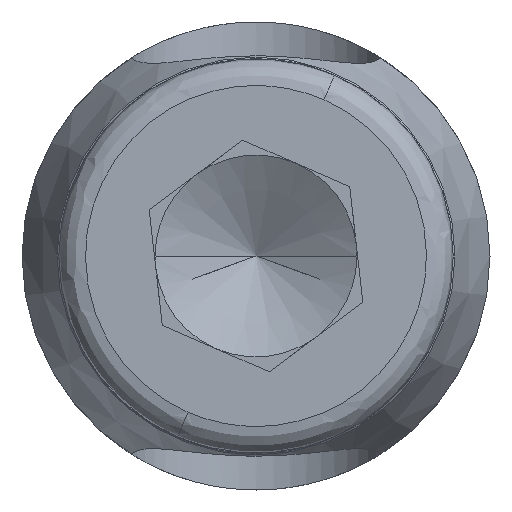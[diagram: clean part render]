
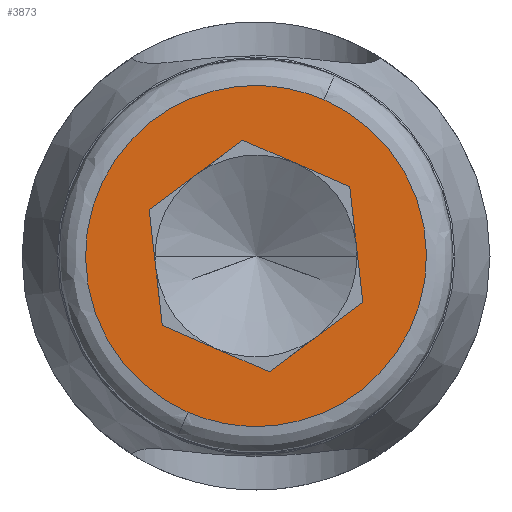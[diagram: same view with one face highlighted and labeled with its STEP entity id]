
A CAD part, front view. The second image highlights one B-rep face of the part: STEP entity #3873.
In plain terms, the highlighted planar face has unit normal (0, -1, 0).
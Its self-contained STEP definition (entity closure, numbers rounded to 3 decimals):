
#306 = VERTEX_POINT ( 'NONE', #10529 ) ;
#427 = DIRECTION ( 'NONE',  ( 0., -1., 0. ) ) ;
#455 = DIRECTION ( 'NONE',  ( 0.804, 0., 0.595 ) ) ;
#845 = DIRECTION ( 'NONE',  ( 1., 0., 0. ) ) ;
#885 = CARTESIAN_POINT ( 'NONE',  ( 1.016, -28.404, 2.339 ) ) ;
#926 = CARTESIAN_POINT ( 'NONE',  ( -1.016, -28.404, -2.339 ) ) ;
#1042 =( BOUNDED_CURVE ( )  B_SPLINE_CURVE ( 3, ( #8520, #7738, #6823, #6755 ),
 .UNSPECIFIED., .F., .T. ) 
 B_SPLINE_CURVE_WITH_KNOTS ( ( 4, 4 ),
 ( 0., 1. ),
 .UNSPECIFIED. ) 
 CURVE ( )  GEOMETRIC_REPRESENTATION_ITEM ( )  RATIONAL_B_SPLINE_CURVE ( ( 1., 0.333, 0.333, 1. ) ) 
 REPRESENTATION_ITEM ( '' )  );
#1100 = VERTEX_POINT ( 'NONE', #8417 ) ;
#1661 = VERTEX_POINT ( 'NONE', #4954 ) ;
#2654 = DIRECTION ( 'NONE',  ( -0.113, 0., 0.994 ) ) ;
#2806 = CARTESIAN_POINT ( 'NONE',  ( -1.401, -28.404, -1.037 ) ) ;
#2975 = VECTOR ( 'NONE', #2654, 1000. ) ;
#3089 = VECTOR ( 'NONE', #9955, 1000. ) ;
#3135 = EDGE_CURVE ( 'NONE', #1100, #306, #1042, .T. ) ;
#3186 = CARTESIAN_POINT ( 'NONE',  ( 1.599, -28.404, -0.695 ) ) ;
#3257 = AXIS2_PLACEMENT_3D ( 'NONE', #10837, #427, #845 ) ;
#3301 = FACE_BOUND ( 'NONE', #8521, .T. ) ;
#3535 = ORIENTED_EDGE ( 'NONE', *, *, #11271, .T. ) ;
#3676 = CARTESIAN_POINT ( 'NONE',  ( -5.694, -28.404, -0.306 ) ) ;
#3709 = ORIENTED_EDGE ( 'NONE', *, *, #7429, .T. ) ;
#3744 = CARTESIAN_POINT ( 'NONE',  ( -3.661, -28.404, 4.371 ) ) ;
#3873 = ADVANCED_FACE ( 'NONE', ( #10842, #3301 ), #9196, .T. ) ;
#4029 = VECTOR ( 'NONE', #8182, 1000. ) ;
#4197 = DIRECTION ( 'NONE',  ( -0.804, 0., -0.595 ) ) ;
#4280 = CARTESIAN_POINT ( 'NONE',  ( 0.198, -28.404, -1.732 ) ) ;
#4362 = ORIENTED_EDGE ( 'NONE', *, *, #8005, .F. ) ;
#4414 = VERTEX_POINT ( 'NONE', #9758 ) ;
#4517 = ORIENTED_EDGE ( 'NONE', *, *, #5305, .T. ) ;
#4945 = CARTESIAN_POINT ( 'NONE',  ( -1.599, -28.404, 0.695 ) ) ;
#4954 = CARTESIAN_POINT ( 'NONE',  ( 1.401, -28.404, 1.037 ) ) ;
#5130 = CARTESIAN_POINT ( 'NONE',  ( 0.198, -28.404, -1.732 ) ) ;
#5142 = ORIENTED_EDGE ( 'NONE', *, *, #3135, .F. ) ;
#5149 = CARTESIAN_POINT ( 'NONE',  ( -0.198, -28.404, 1.732 ) ) ;
#5274 = ORIENTED_EDGE ( 'NONE', *, *, #11953, .T. ) ;
#5305 = EDGE_CURVE ( 'NONE', #4414, #6011, #7655, .T. ) ;
#5421 = VECTOR ( 'NONE', #4197, 1000. ) ;
#5782 = EDGE_CURVE ( 'NONE', #1661, #9905, #6598, .T. ) ;
#5855 = LINE ( 'NONE', #2806, #2975 ) ;
#6011 = VERTEX_POINT ( 'NONE', #6291 ) ;
#6291 = CARTESIAN_POINT ( 'NONE',  ( -0.198, -28.404, 1.732 ) ) ;
#6598 = LINE ( 'NONE', #11377, #11746 ) ;
#6722 = EDGE_LOOP ( 'NONE', ( #4362, #5142 ) ) ;
#6755 = CARTESIAN_POINT ( 'NONE',  ( -1.016, -28.404, -2.339 ) ) ;
#6823 = CARTESIAN_POINT ( 'NONE',  ( 3.661, -28.404, -4.371 ) ) ;
#7429 = EDGE_CURVE ( 'NONE', #10952, #4414, #5855, .T. ) ;
#7655 = LINE ( 'NONE', #4945, #12474 ) ;
#7684 = CARTESIAN_POINT ( 'NONE',  ( -1.401, -28.404, -1.037 ) ) ;
#7738 = CARTESIAN_POINT ( 'NONE',  ( 5.694, -28.404, 0.306 ) ) ;
#7982 = LINE ( 'NONE', #10903, #5421 ) ;
#8005 = EDGE_CURVE ( 'NONE', #306, #1100, #11614, .T. ) ;
#8027 = ORIENTED_EDGE ( 'NONE', *, *, #5782, .T. ) ;
#8182 = DIRECTION ( 'NONE',  ( -0.917, 0., 0.399 ) ) ;
#8244 = LINE ( 'NONE', #5149, #3089 ) ;
#8417 = CARTESIAN_POINT ( 'NONE',  ( 1.016, -28.404, 2.339 ) ) ;
#8520 = CARTESIAN_POINT ( 'NONE',  ( 1.016, -28.404, 2.339 ) ) ;
#8521 = EDGE_LOOP ( 'NONE', ( #10980, #3709, #4517, #5274, #8027, #3535 ) ) ;
#9154 = LINE ( 'NONE', #4280, #4029 ) ;
#9196 = PLANE ( 'NONE',  #3257 ) ;
#9758 = CARTESIAN_POINT ( 'NONE',  ( -1.599, -28.404, 0.695 ) ) ;
#9905 = VERTEX_POINT ( 'NONE', #3186 ) ;
#9955 = DIRECTION ( 'NONE',  ( 0.917, 0., -0.399 ) ) ;
#10529 = CARTESIAN_POINT ( 'NONE',  ( -1.016, -28.404, -2.339 ) ) ;
#10837 = CARTESIAN_POINT ( 'NONE',  ( 0., -28.404, 0. ) ) ;
#10842 = FACE_OUTER_BOUND ( 'NONE', #6722, .T. ) ;
#10903 = CARTESIAN_POINT ( 'NONE',  ( 1.599, -28.404, -0.695 ) ) ;
#10952 = VERTEX_POINT ( 'NONE', #7684 ) ;
#10980 = ORIENTED_EDGE ( 'NONE', *, *, #11625, .T. ) ;
#11228 = VERTEX_POINT ( 'NONE', #5130 ) ;
#11271 = EDGE_CURVE ( 'NONE', #9905, #11228, #7982, .T. ) ;
#11377 = CARTESIAN_POINT ( 'NONE',  ( 1.401, -28.404, 1.037 ) ) ;
#11614 =( BOUNDED_CURVE ( )  B_SPLINE_CURVE ( 3, ( #926, #3676, #3744, #885 ),
 .UNSPECIFIED., .F., .T. ) 
 B_SPLINE_CURVE_WITH_KNOTS ( ( 4, 4 ),
 ( 0., 1. ),
 .UNSPECIFIED. ) 
 CURVE ( )  GEOMETRIC_REPRESENTATION_ITEM ( )  RATIONAL_B_SPLINE_CURVE ( ( 1., 0.333, 0.333, 1. ) ) 
 REPRESENTATION_ITEM ( '' )  );
#11625 = EDGE_CURVE ( 'NONE', #11228, #10952, #9154, .T. ) ;
#11685 = DIRECTION ( 'NONE',  ( 0.113, 0., -0.994 ) ) ;
#11746 = VECTOR ( 'NONE', #11685, 1000. ) ;
#11953 = EDGE_CURVE ( 'NONE', #6011, #1661, #8244, .T. ) ;
#12474 = VECTOR ( 'NONE', #455, 1000. ) ;
